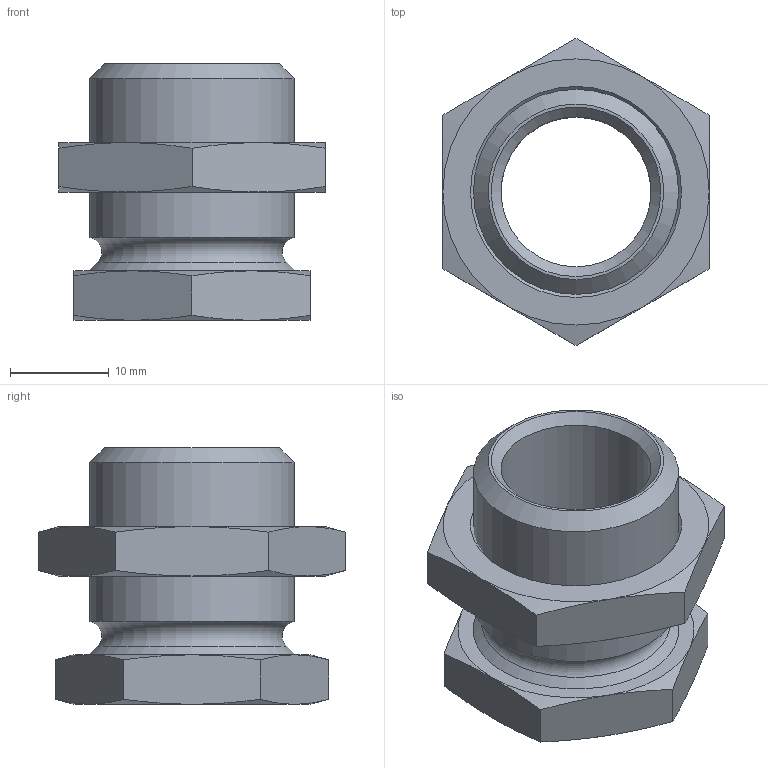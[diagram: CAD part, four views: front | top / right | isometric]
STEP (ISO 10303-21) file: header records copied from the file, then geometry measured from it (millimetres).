
FILE_DESCRIPTION(/* description */ (''),/* implementation_level */ '2;1');
FILE_NAME(/* name */ 'sv_38_msv.stp',/* time_stamp */ '2016-08-23T14:17:46+02:00',/* author */ ('leitheußer'),/* organization */ (''),/* preprocessor_version */ 'ST-DEVELOPER v16.5',/* originating_system */ 'Autodesk Inventor 2017',/* authorisation */ '');
FILE_SCHEMA (('AUTOMOTIVE_DESIGN { 1 0 10303 214 3 1 1 }'));
Length unit declared in the file: millimetre
Products named in the file (3): Baugruppe1; SV 38 MSV A; SV 38 MSV B
Assembly tree (2 placements, depth 2):
  Baugruppe1
    SV 38 MSV A
    SV 38 MSV B
Bounding box: 27 x 31.18 x 26 mm (x, y, z)
Volume: 6227.5 mm3; surface area: 4922.2 mm2
Topology: 2 solids, 2 shells, 51 faces, 110 edges, 64 vertices
Faces by surface type: cone 30, plane 17, cylinder 3, torus 1
Full cylindrical faces by diameter (mm): 15.2 x1, 19 x1, 20.8 x1
Entity records: 1317 total; most frequent: CARTESIAN_POINT 310, DIRECTION 198, ORIENTED_EDGE 194, EDGE_CURVE 97, AXIS2_PLACEMENT_3D 93, EDGE_LOOP 66, VERTEX_POINT 61, FACE_OUTER_BOUND 51
